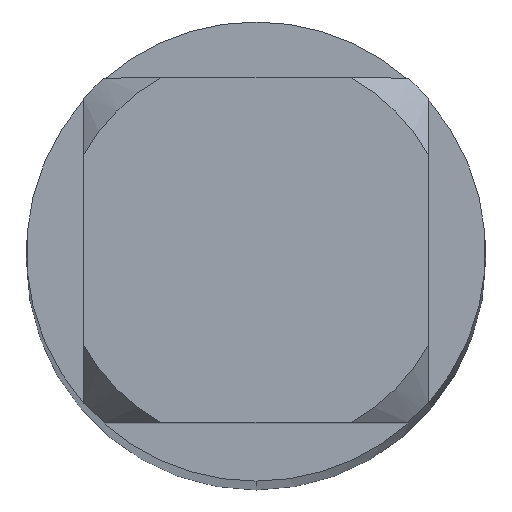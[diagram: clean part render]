
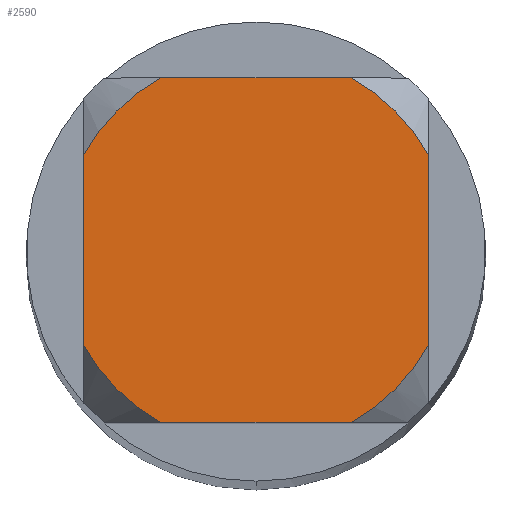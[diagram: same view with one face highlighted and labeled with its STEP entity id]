
A CAD part, top view. The second image highlights one B-rep face of the part: STEP entity #2590.
In plain terms, the highlighted planar face has unit normal (0, 0, 1).
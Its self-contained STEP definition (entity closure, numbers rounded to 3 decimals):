
#1610=EDGE_CURVE('',#2296,#4468,#4632,.T.);
#1888=EDGE_CURVE('',#2116,#2036,#4940,.T.);
#2016=VERTEX_POINT('',#5082);
#2036=VERTEX_POINT('',#5104);
#2116=VERTEX_POINT('',#5194);
#2296=VERTEX_POINT('',#5386);
#2414=EDGE_CURVE('',#3308,#2994,#5518,.T.);
#2590=ADVANCED_FACE('',(#5705),#5706,.T.);
#2672=EDGE_CURVE('',#2116,#2750,#5791,.T.);
#2734=EDGE_CURVE('',#3308,#2750,#5860,.T.);
#2750=VERTEX_POINT('',#5876);
#2994=VERTEX_POINT('',#6143);
#3308=VERTEX_POINT('',#6488);
#4168=EDGE_CURVE('',#2016,#2036,#7431,.T.);
#4268=EDGE_CURVE('',#2296,#2994,#7539,.T.);
#4366=EDGE_CURVE('',#2016,#4468,#7643,.T.);
#4468=VERTEX_POINT('',#7752);
#4632=CIRCLE('',#8010,1.2);
#4940=LINE('',#8523,#8524);
#5082=CARTESIAN_POINT('',(-1.05,0.581,0.0));
#5104=CARTESIAN_POINT('',(-0.581,1.05,0.0));
#5194=CARTESIAN_POINT('',(0.581,1.05,0.0));
#5386=CARTESIAN_POINT('',(-0.581,-1.05,0.0));
#5518=CIRCLE('',#9633,1.2);
#5705=FACE_OUTER_BOUND('',#10019,.T.);
#5706=PLANE('',#10020);
#5791=CIRCLE('',#10162,1.2);
#5860=LINE('',#10288,#10289);
#5876=CARTESIAN_POINT('',(1.05,0.581,0.0));
#6143=CARTESIAN_POINT('',(0.581,-1.05,0.0));
#6488=CARTESIAN_POINT('',(1.05,-0.581,0.0));
#7431=CIRCLE('',#13267,1.2);
#7539=LINE('',#13466,#13467);
#7643=LINE('',#13639,#13640);
#7752=CARTESIAN_POINT('',(-1.05,-0.581,0.0));
#8010=AXIS2_PLACEMENT_3D('',#14006,#14007,#14008);
#8523=CARTESIAN_POINT('',(0.0,1.05,0.0));
#8524=VECTOR('',#14378,1.0);
#9633=AXIS2_PLACEMENT_3D('',#15191,#15192,#15193);
#10019=EDGE_LOOP('',(#15371,#15372,#15373,#15374,#15375,#15376,#15377,#15378));
#10020=AXIS2_PLACEMENT_3D('',#15379,#15380,#15381);
#10162=AXIS2_PLACEMENT_3D('',#15450,#15451,#15452);
#10288=CARTESIAN_POINT('',(1.05,0.3,0.0));
#10289=VECTOR('',#15539,1.0);
#13267=AXIS2_PLACEMENT_3D('',#17309,#17310,#17311);
#13466=CARTESIAN_POINT('',(0.0,-1.05,0.0));
#13467=VECTOR('',#17413,1.0);
#13639=CARTESIAN_POINT('',(-1.05,0.3,0.0));
#13640=VECTOR('',#17503,1.0);
#14006=CARTESIAN_POINT('',(0.0,0.0,0.0));
#14007=DIRECTION('',(0.0,0.0,-1.0));
#14008=DIRECTION('',(0.0,1.0,0.0));
#14378=DIRECTION('',(-1.0,0.0,0.0));
#15191=CARTESIAN_POINT('',(0.0,0.0,0.0));
#15192=DIRECTION('',(0.0,0.0,-1.0));
#15193=DIRECTION('',(0.0,1.0,0.0));
#15371=ORIENTED_EDGE('',*,*,#4366,.T.);
#15372=ORIENTED_EDGE('',*,*,#1610,.F.);
#15373=ORIENTED_EDGE('',*,*,#4268,.T.);
#15374=ORIENTED_EDGE('',*,*,#2414,.F.);
#15375=ORIENTED_EDGE('',*,*,#2734,.T.);
#15376=ORIENTED_EDGE('',*,*,#2672,.F.);
#15377=ORIENTED_EDGE('',*,*,#1888,.T.);
#15378=ORIENTED_EDGE('',*,*,#4168,.F.);
#15379=CARTESIAN_POINT('',(0.0,0.6,0.0));
#15380=DIRECTION('',(-0.0,0.0,1.0));
#15381=DIRECTION('',(0.0,-1.0,0.0));
#15450=CARTESIAN_POINT('',(0.0,0.0,0.0));
#15451=DIRECTION('',(0.0,0.0,-1.0));
#15452=DIRECTION('',(0.0,1.0,0.0));
#15539=DIRECTION('',(-0.0,1.0,0.0));
#17309=CARTESIAN_POINT('',(0.0,0.0,0.0));
#17310=DIRECTION('',(0.0,0.0,-1.0));
#17311=DIRECTION('',(0.0,1.0,0.0));
#17413=DIRECTION('',(1.0,0.0,0.0));
#17503=DIRECTION('',(-0.0,-1.0,0.0));
